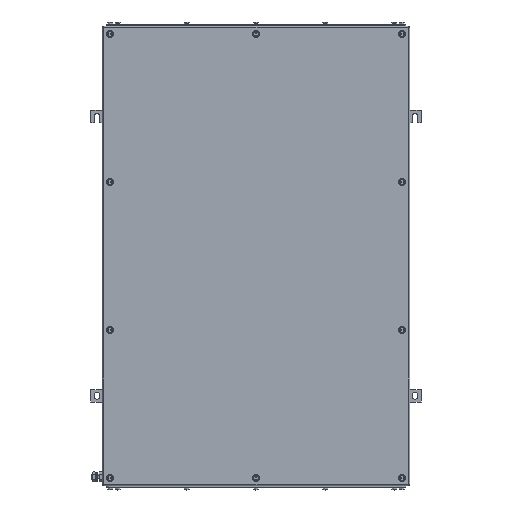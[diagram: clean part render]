
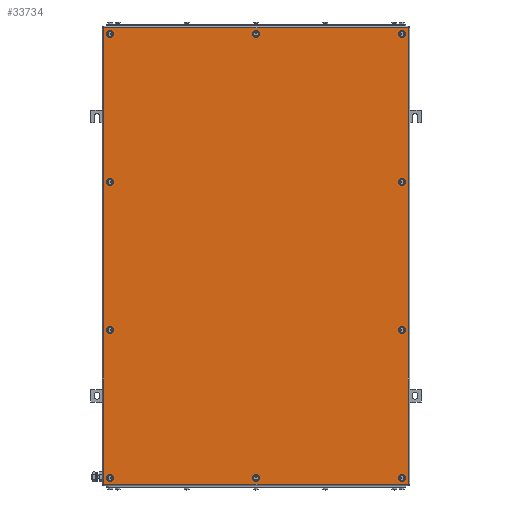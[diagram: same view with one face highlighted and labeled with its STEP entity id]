
A CAD part, top view. The second image highlights one B-rep face of the part: STEP entity #33734.
In plain terms, the highlighted planar face has unit normal (0, 0, 1).
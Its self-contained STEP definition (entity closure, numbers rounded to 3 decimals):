
#33500=AXIS2_PLACEMENT_3D('Circle Axis2P3D',#33498,#33499,$) ;
#33527=AXIS2_PLACEMENT_3D('Plane Axis2P3D',#33524,#33525,#33526) ;
#33565=AXIS2_PLACEMENT_3D('Circle Axis2P3D',#33563,#33564,$) ;
#33574=AXIS2_PLACEMENT_3D('Circle Axis2P3D',#33572,#33573,$) ;
#33583=AXIS2_PLACEMENT_3D('Circle Axis2P3D',#33581,#33582,$) ;
#33592=AXIS2_PLACEMENT_3D('Circle Axis2P3D',#33590,#33591,$) ;
#33601=AXIS2_PLACEMENT_3D('Circle Axis2P3D',#33599,#33600,$) ;
#33610=AXIS2_PLACEMENT_3D('Circle Axis2P3D',#33608,#33609,$) ;
#33619=AXIS2_PLACEMENT_3D('Circle Axis2P3D',#33617,#33618,$) ;
#33628=AXIS2_PLACEMENT_3D('Circle Axis2P3D',#33626,#33627,$) ;
#33637=AXIS2_PLACEMENT_3D('Circle Axis2P3D',#33635,#33636,$) ;
#33646=AXIS2_PLACEMENT_3D('Circle Axis2P3D',#33644,#33645,$) ;
#33655=AXIS2_PLACEMENT_3D('Circle Axis2P3D',#33653,#33654,$) ;
#33664=AXIS2_PLACEMENT_3D('Circle Axis2P3D',#33662,#33663,$) ;
#33673=AXIS2_PLACEMENT_3D('Circle Axis2P3D',#33671,#33672,$) ;
#33682=AXIS2_PLACEMENT_3D('Circle Axis2P3D',#33680,#33681,$) ;
#33691=AXIS2_PLACEMENT_3D('Circle Axis2P3D',#33689,#33690,$) ;
#33700=AXIS2_PLACEMENT_3D('Circle Axis2P3D',#33698,#33699,$) ;
#33709=AXIS2_PLACEMENT_3D('Circle Axis2P3D',#33707,#33708,$) ;
#33718=AXIS2_PLACEMENT_3D('Circle Axis2P3D',#33716,#33717,$) ;
#33727=AXIS2_PLACEMENT_3D('Circle Axis2P3D',#33725,#33726,$) ;
#33495=CARTESIAN_POINT('Vertex',(41.5,615.167,203.5)) ;
#33498=CARTESIAN_POINT('Axis2P3D Location',(38.,615.167,203.5)) ;
#33502=CARTESIAN_POINT('Vertex',(34.5,615.167,203.5)) ;
#33524=CARTESIAN_POINT('Axis2P3D Location',(330.5,468.,203.5)) ;
#33529=CARTESIAN_POINT('Line Origine',(330.5,924.5,203.5)) ;
#33533=CARTESIAN_POINT('Vertex',(635.,924.5,203.5)) ;
#33535=CARTESIAN_POINT('Vertex',(26.,924.5,203.5)) ;
#33538=CARTESIAN_POINT('Line Origine',(26.,468.,203.5)) ;
#33542=CARTESIAN_POINT('Vertex',(26.,11.5,203.5)) ;
#33545=CARTESIAN_POINT('Line Origine',(330.5,11.5,203.5)) ;
#33549=CARTESIAN_POINT('Vertex',(635.,11.5,203.5)) ;
#33552=CARTESIAN_POINT('Line Origine',(635.,468.,203.5)) ;
#33563=CARTESIAN_POINT('Axis2P3D Location',(38.,615.167,203.5)) ;
#33572=CARTESIAN_POINT('Axis2P3D Location',(38.,320.833,203.5)) ;
#33576=CARTESIAN_POINT('Vertex',(34.5,320.833,203.5)) ;
#33578=CARTESIAN_POINT('Vertex',(41.5,320.833,203.5)) ;
#33581=CARTESIAN_POINT('Axis2P3D Location',(38.,320.833,203.5)) ;
#33590=CARTESIAN_POINT('Axis2P3D Location',(623.,320.833,203.5)) ;
#33594=CARTESIAN_POINT('Vertex',(626.5,320.833,203.5)) ;
#33596=CARTESIAN_POINT('Vertex',(619.5,320.833,203.5)) ;
#33599=CARTESIAN_POINT('Axis2P3D Location',(623.,320.833,203.5)) ;
#33608=CARTESIAN_POINT('Axis2P3D Location',(623.,615.167,203.5)) ;
#33612=CARTESIAN_POINT('Vertex',(626.5,615.167,203.5)) ;
#33614=CARTESIAN_POINT('Vertex',(619.5,615.167,203.5)) ;
#33617=CARTESIAN_POINT('Axis2P3D Location',(623.,615.167,203.5)) ;
#33626=CARTESIAN_POINT('Axis2P3D Location',(330.5,23.5,203.5)) ;
#33630=CARTESIAN_POINT('Vertex',(334.,23.5,203.5)) ;
#33632=CARTESIAN_POINT('Vertex',(327.,23.5,203.5)) ;
#33635=CARTESIAN_POINT('Axis2P3D Location',(330.5,23.5,203.5)) ;
#33644=CARTESIAN_POINT('Axis2P3D Location',(330.5,912.5,203.5)) ;
#33648=CARTESIAN_POINT('Vertex',(334.,912.5,203.5)) ;
#33650=CARTESIAN_POINT('Vertex',(327.,912.5,203.5)) ;
#33653=CARTESIAN_POINT('Axis2P3D Location',(330.5,912.5,203.5)) ;
#33662=CARTESIAN_POINT('Axis2P3D Location',(38.,912.5,203.5)) ;
#33666=CARTESIAN_POINT('Vertex',(34.5,912.5,203.5)) ;
#33668=CARTESIAN_POINT('Vertex',(41.5,912.5,203.5)) ;
#33671=CARTESIAN_POINT('Axis2P3D Location',(38.,912.5,203.5)) ;
#33680=CARTESIAN_POINT('Axis2P3D Location',(38.,23.5,203.5)) ;
#33684=CARTESIAN_POINT('Vertex',(34.5,23.5,203.5)) ;
#33686=CARTESIAN_POINT('Vertex',(41.5,23.5,203.5)) ;
#33689=CARTESIAN_POINT('Axis2P3D Location',(38.,23.5,203.5)) ;
#33698=CARTESIAN_POINT('Axis2P3D Location',(623.,23.5,203.5)) ;
#33702=CARTESIAN_POINT('Vertex',(626.5,23.5,203.5)) ;
#33704=CARTESIAN_POINT('Vertex',(619.5,23.5,203.5)) ;
#33707=CARTESIAN_POINT('Axis2P3D Location',(623.,23.5,203.5)) ;
#33716=CARTESIAN_POINT('Axis2P3D Location',(623.,912.5,203.5)) ;
#33720=CARTESIAN_POINT('Vertex',(626.5,912.5,203.5)) ;
#33722=CARTESIAN_POINT('Vertex',(619.5,912.5,203.5)) ;
#33725=CARTESIAN_POINT('Axis2P3D Location',(623.,912.5,203.5)) ;
#33499=DIRECTION('Axis2P3D Direction',(0.,0.,1.)) ;
#33525=DIRECTION('Axis2P3D Direction',(0.,0.,1.)) ;
#33526=DIRECTION('Axis2P3D XDirection',(1.,0.,0.)) ;
#33530=DIRECTION('Vector Direction',(1.,0.,0.)) ;
#33539=DIRECTION('Vector Direction',(0.,-1.,0.)) ;
#33546=DIRECTION('Vector Direction',(1.,0.,0.)) ;
#33553=DIRECTION('Vector Direction',(0.,1.,0.)) ;
#33564=DIRECTION('Axis2P3D Direction',(0.,0.,1.)) ;
#33573=DIRECTION('Axis2P3D Direction',(0.,0.,1.)) ;
#33582=DIRECTION('Axis2P3D Direction',(0.,0.,1.)) ;
#33591=DIRECTION('Axis2P3D Direction',(0.,0.,1.)) ;
#33600=DIRECTION('Axis2P3D Direction',(0.,0.,1.)) ;
#33609=DIRECTION('Axis2P3D Direction',(0.,0.,1.)) ;
#33618=DIRECTION('Axis2P3D Direction',(0.,0.,1.)) ;
#33627=DIRECTION('Axis2P3D Direction',(0.,0.,1.)) ;
#33636=DIRECTION('Axis2P3D Direction',(0.,0.,1.)) ;
#33645=DIRECTION('Axis2P3D Direction',(0.,0.,1.)) ;
#33654=DIRECTION('Axis2P3D Direction',(0.,0.,1.)) ;
#33663=DIRECTION('Axis2P3D Direction',(0.,0.,1.)) ;
#33672=DIRECTION('Axis2P3D Direction',(0.,0.,1.)) ;
#33681=DIRECTION('Axis2P3D Direction',(0.,0.,1.)) ;
#33690=DIRECTION('Axis2P3D Direction',(0.,0.,1.)) ;
#33699=DIRECTION('Axis2P3D Direction',(0.,0.,1.)) ;
#33708=DIRECTION('Axis2P3D Direction',(0.,0.,1.)) ;
#33717=DIRECTION('Axis2P3D Direction',(0.,0.,1.)) ;
#33726=DIRECTION('Axis2P3D Direction',(0.,0.,1.)) ;
#33531=VECTOR('Line Direction',#33530,1.) ;
#33540=VECTOR('Line Direction',#33539,1.) ;
#33547=VECTOR('Line Direction',#33546,1.) ;
#33554=VECTOR('Line Direction',#33553,1.) ;
#33558=ORIENTED_EDGE('',*,*,#33537,.T.) ;
#33559=ORIENTED_EDGE('',*,*,#33544,.T.) ;
#33560=ORIENTED_EDGE('',*,*,#33551,.T.) ;
#33561=ORIENTED_EDGE('',*,*,#33556,.T.) ;
#33569=ORIENTED_EDGE('',*,*,#33567,.F.) ;
#33570=ORIENTED_EDGE('',*,*,#33504,.F.) ;
#33587=ORIENTED_EDGE('',*,*,#33580,.F.) ;
#33588=ORIENTED_EDGE('',*,*,#33585,.F.) ;
#33605=ORIENTED_EDGE('',*,*,#33598,.F.) ;
#33606=ORIENTED_EDGE('',*,*,#33603,.F.) ;
#33623=ORIENTED_EDGE('',*,*,#33616,.F.) ;
#33624=ORIENTED_EDGE('',*,*,#33621,.F.) ;
#33641=ORIENTED_EDGE('',*,*,#33634,.F.) ;
#33642=ORIENTED_EDGE('',*,*,#33639,.F.) ;
#33659=ORIENTED_EDGE('',*,*,#33652,.F.) ;
#33660=ORIENTED_EDGE('',*,*,#33657,.F.) ;
#33677=ORIENTED_EDGE('',*,*,#33670,.F.) ;
#33678=ORIENTED_EDGE('',*,*,#33675,.F.) ;
#33695=ORIENTED_EDGE('',*,*,#33688,.F.) ;
#33696=ORIENTED_EDGE('',*,*,#33693,.F.) ;
#33713=ORIENTED_EDGE('',*,*,#33706,.F.) ;
#33714=ORIENTED_EDGE('',*,*,#33711,.F.) ;
#33731=ORIENTED_EDGE('',*,*,#33724,.F.) ;
#33732=ORIENTED_EDGE('',*,*,#33729,.F.) ;
#33571=FACE_BOUND('',#33568,.T.) ;
#33589=FACE_BOUND('',#33586,.T.) ;
#33607=FACE_BOUND('',#33604,.T.) ;
#33625=FACE_BOUND('',#33622,.T.) ;
#33643=FACE_BOUND('',#33640,.T.) ;
#33661=FACE_BOUND('',#33658,.T.) ;
#33679=FACE_BOUND('',#33676,.T.) ;
#33697=FACE_BOUND('',#33694,.T.) ;
#33715=FACE_BOUND('',#33712,.T.) ;
#33733=FACE_BOUND('',#33730,.T.) ;
#33734=ADVANCED_FACE('ZUB_KTB_FS_916120_2GP_AllCATPart.2\\ZUB_DE_KTB_FS.1\\DE_KTB_MH_PART_MASTER.1\\Koerper.2',(#33562,#33571,#33589,#33607,#33625,#33643,#33661,#33679,#33697,#33715,#33733),#33528,.T.) ;
#33501=CIRCLE('generated circle',#33500,3.5) ;
#33566=CIRCLE('generated circle',#33565,3.5) ;
#33575=CIRCLE('generated circle',#33574,3.5) ;
#33584=CIRCLE('generated circle',#33583,3.5) ;
#33593=CIRCLE('generated circle',#33592,3.5) ;
#33602=CIRCLE('generated circle',#33601,3.5) ;
#33611=CIRCLE('generated circle',#33610,3.5) ;
#33620=CIRCLE('generated circle',#33619,3.5) ;
#33629=CIRCLE('generated circle',#33628,3.5) ;
#33638=CIRCLE('generated circle',#33637,3.5) ;
#33647=CIRCLE('generated circle',#33646,3.5) ;
#33656=CIRCLE('generated circle',#33655,3.5) ;
#33665=CIRCLE('generated circle',#33664,3.5) ;
#33674=CIRCLE('generated circle',#33673,3.5) ;
#33683=CIRCLE('generated circle',#33682,3.5) ;
#33692=CIRCLE('generated circle',#33691,3.5) ;
#33701=CIRCLE('generated circle',#33700,3.5) ;
#33710=CIRCLE('generated circle',#33709,3.5) ;
#33719=CIRCLE('generated circle',#33718,3.5) ;
#33728=CIRCLE('generated circle',#33727,3.5) ;
#33504=EDGE_CURVE('',#33496,#33503,#33501,.T.) ;
#33537=EDGE_CURVE('',#33534,#33536,#33532,.F.) ;
#33544=EDGE_CURVE('',#33536,#33543,#33541,.T.) ;
#33551=EDGE_CURVE('',#33543,#33550,#33548,.T.) ;
#33556=EDGE_CURVE('',#33550,#33534,#33555,.T.) ;
#33567=EDGE_CURVE('',#33503,#33496,#33566,.T.) ;
#33580=EDGE_CURVE('',#33577,#33579,#33575,.T.) ;
#33585=EDGE_CURVE('',#33579,#33577,#33584,.T.) ;
#33598=EDGE_CURVE('',#33595,#33597,#33593,.T.) ;
#33603=EDGE_CURVE('',#33597,#33595,#33602,.T.) ;
#33616=EDGE_CURVE('',#33613,#33615,#33611,.T.) ;
#33621=EDGE_CURVE('',#33615,#33613,#33620,.T.) ;
#33634=EDGE_CURVE('',#33631,#33633,#33629,.T.) ;
#33639=EDGE_CURVE('',#33633,#33631,#33638,.T.) ;
#33652=EDGE_CURVE('',#33649,#33651,#33647,.T.) ;
#33657=EDGE_CURVE('',#33651,#33649,#33656,.T.) ;
#33670=EDGE_CURVE('',#33667,#33669,#33665,.T.) ;
#33675=EDGE_CURVE('',#33669,#33667,#33674,.T.) ;
#33688=EDGE_CURVE('',#33685,#33687,#33683,.T.) ;
#33693=EDGE_CURVE('',#33687,#33685,#33692,.T.) ;
#33706=EDGE_CURVE('',#33703,#33705,#33701,.T.) ;
#33711=EDGE_CURVE('',#33705,#33703,#33710,.T.) ;
#33724=EDGE_CURVE('',#33721,#33723,#33719,.T.) ;
#33729=EDGE_CURVE('',#33723,#33721,#33728,.T.) ;
#33557=EDGE_LOOP('',(#33558,#33559,#33560,#33561)) ;
#33568=EDGE_LOOP('',(#33569,#33570)) ;
#33586=EDGE_LOOP('',(#33587,#33588)) ;
#33604=EDGE_LOOP('',(#33605,#33606)) ;
#33622=EDGE_LOOP('',(#33623,#33624)) ;
#33640=EDGE_LOOP('',(#33641,#33642)) ;
#33658=EDGE_LOOP('',(#33659,#33660)) ;
#33676=EDGE_LOOP('',(#33677,#33678)) ;
#33694=EDGE_LOOP('',(#33695,#33696)) ;
#33712=EDGE_LOOP('',(#33713,#33714)) ;
#33730=EDGE_LOOP('',(#33731,#33732)) ;
#33562=FACE_OUTER_BOUND('',#33557,.T.) ;
#33532=LINE('Line',#33529,#33531) ;
#33541=LINE('Line',#33538,#33540) ;
#33548=LINE('Line',#33545,#33547) ;
#33555=LINE('Line',#33552,#33554) ;
#33528=PLANE('',#33527) ;
#33496=VERTEX_POINT('',#33495) ;
#33503=VERTEX_POINT('',#33502) ;
#33534=VERTEX_POINT('',#33533) ;
#33536=VERTEX_POINT('',#33535) ;
#33543=VERTEX_POINT('',#33542) ;
#33550=VERTEX_POINT('',#33549) ;
#33577=VERTEX_POINT('',#33576) ;
#33579=VERTEX_POINT('',#33578) ;
#33595=VERTEX_POINT('',#33594) ;
#33597=VERTEX_POINT('',#33596) ;
#33613=VERTEX_POINT('',#33612) ;
#33615=VERTEX_POINT('',#33614) ;
#33631=VERTEX_POINT('',#33630) ;
#33633=VERTEX_POINT('',#33632) ;
#33649=VERTEX_POINT('',#33648) ;
#33651=VERTEX_POINT('',#33650) ;
#33667=VERTEX_POINT('',#33666) ;
#33669=VERTEX_POINT('',#33668) ;
#33685=VERTEX_POINT('',#33684) ;
#33687=VERTEX_POINT('',#33686) ;
#33703=VERTEX_POINT('',#33702) ;
#33705=VERTEX_POINT('',#33704) ;
#33721=VERTEX_POINT('',#33720) ;
#33723=VERTEX_POINT('',#33722) ;
